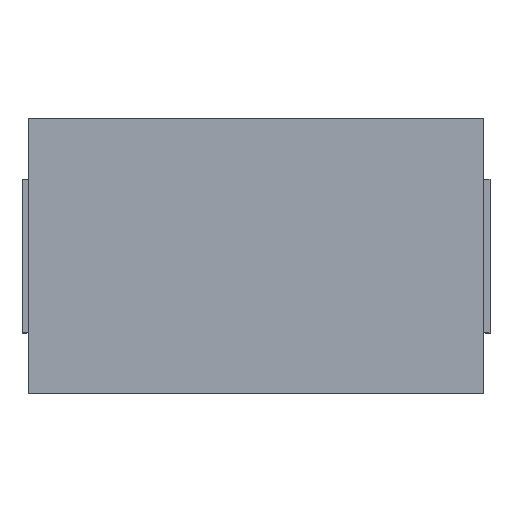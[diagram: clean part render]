
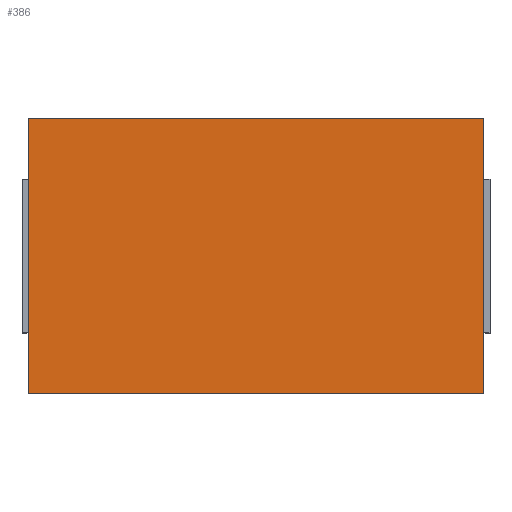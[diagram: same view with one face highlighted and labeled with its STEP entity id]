
A CAD part, top view. The second image highlights one B-rep face of the part: STEP entity #386.
In plain terms, the highlighted planar face has unit normal (0, 0, 1).
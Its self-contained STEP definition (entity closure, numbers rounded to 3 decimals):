
#255=CARTESIAN_POINT('',(8.633,5.635,1.9));
#256=VERTEX_POINT('',#255);
#263=CARTESIAN_POINT('',(8.633,1.335,1.9));
#264=VERTEX_POINT('',#263);
#265=CARTESIAN_POINT('',(8.633,5.635,1.9));
#266=DIRECTION('',(0.0,-1.0,0.0));
#267=VECTOR('',#266,4.3);
#268=LINE('',#265,#267);
#269=EDGE_CURVE('',#256,#264,#268,.T.);
#288=CARTESIAN_POINT('',(1.533,1.335,1.9));
#289=VERTEX_POINT('',#288);
#290=CARTESIAN_POINT('',(8.633,1.335,1.9));
#291=DIRECTION('',(-1.0,0.0,0.0));
#292=VECTOR('',#291,7.1);
#293=LINE('',#290,#292);
#294=EDGE_CURVE('',#264,#289,#293,.T.);
#320=CARTESIAN_POINT('',(1.533,5.635,1.9));
#321=VERTEX_POINT('',#320);
#322=CARTESIAN_POINT('',(1.533,1.335,1.9));
#323=DIRECTION('',(0.0,1.0,0.0));
#324=VECTOR('',#323,4.3);
#325=LINE('',#322,#324);
#326=EDGE_CURVE('',#289,#321,#325,.T.);
#352=CARTESIAN_POINT('',(1.533,5.635,1.9));
#353=DIRECTION('',(1.0,0.0,0.0));
#354=VECTOR('',#353,7.1);
#355=LINE('',#352,#354);
#356=EDGE_CURVE('',#321,#256,#355,.T.);
#375=CARTESIAN_POINT('',(5.083,3.485,1.9));
#376=DIRECTION('',(0.0,0.0,1.0));
#377=DIRECTION('',(1.0,0.0,0.0));
#378=AXIS2_PLACEMENT_3D('',#375,#376,#377);
#379=PLANE('',#378);
#380=ORIENTED_EDGE('',*,*,#326,.F.);
#381=ORIENTED_EDGE('',*,*,#294,.F.);
#382=ORIENTED_EDGE('',*,*,#269,.F.);
#383=ORIENTED_EDGE('',*,*,#356,.F.);
#384=EDGE_LOOP('',(#380,#381,#382,#383));
#385=FACE_OUTER_BOUND('',#384,.T.);
#386=ADVANCED_FACE('',(#385),#379,.T.);
